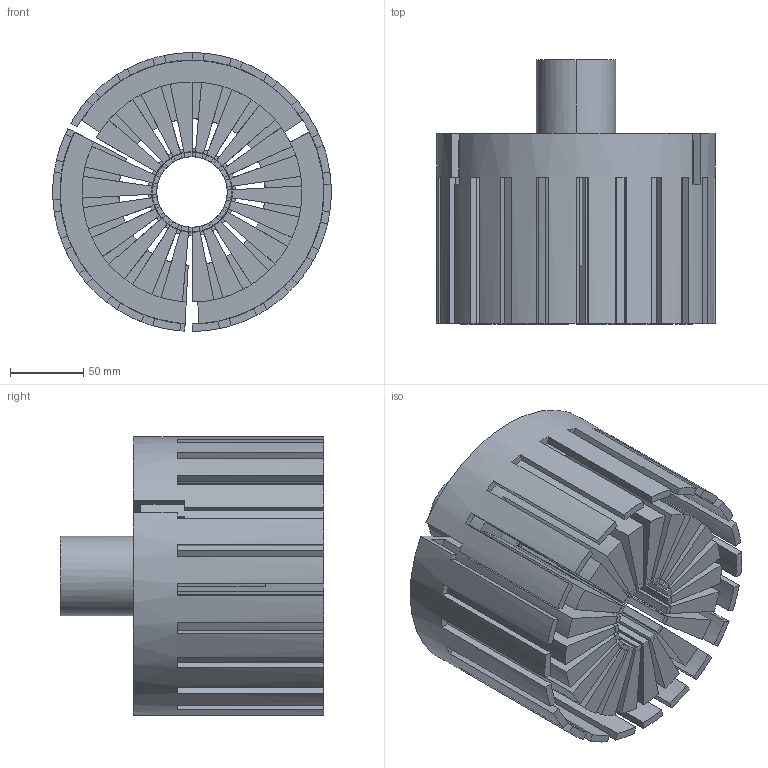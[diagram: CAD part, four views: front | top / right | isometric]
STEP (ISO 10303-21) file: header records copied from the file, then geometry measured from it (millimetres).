
FILE_DESCRIPTION (( 'STEP AP214' ), '1' );
FILE_NAME ('FOURREAU fixe fond.STEP', '2022-06-21T17:03:51', ( '' ), ( '' ), 'SwSTEP 2.0', 'SolidWorks 2021', '' );
FILE_SCHEMA (( 'AUTOMOTIVE_DESIGN' ));
Length unit declared in the file: millimetre
Products named in the file (1): FOURREAU fixe fond
Bounding box: 189.99 x 180 x 190 mm (x, y, z)
Volume: 1537440.8 mm3; surface area: 501692.2 mm2
Topology: 2 solids, 2 shells, 345 faces, 1146 edges, 761 vertices
Faces by surface type: plane 328, cylinder 17
Entity records: 12748 total; most frequent: ORIENTED_EDGE 2292, CARTESIAN_POINT 2253, DIRECTION 2223, EDGE_CURVE 1146, VECTOR 761, LINE 761, VERTEX_POINT 761, AXIS2_PLACEMENT_3D 731
